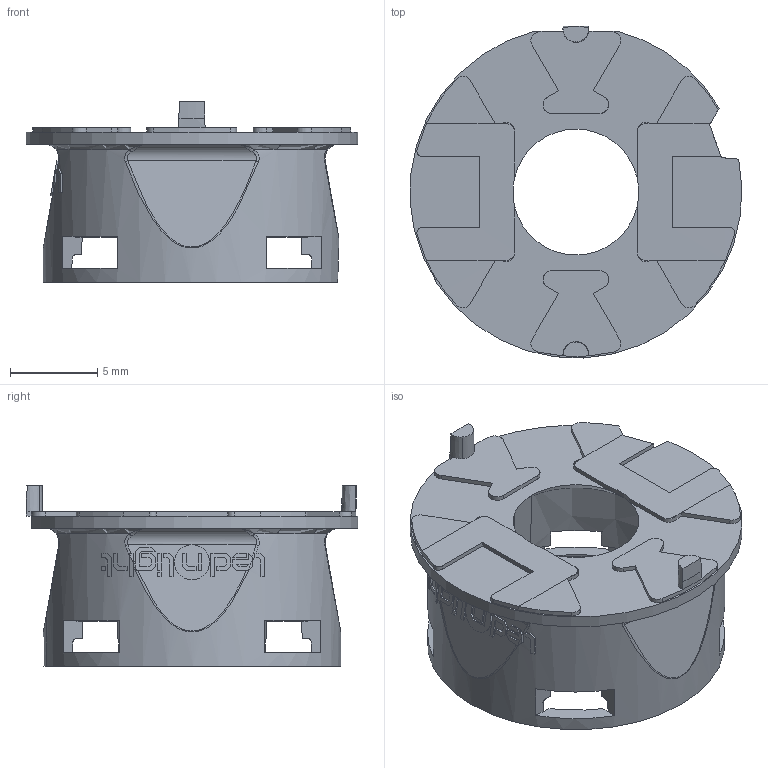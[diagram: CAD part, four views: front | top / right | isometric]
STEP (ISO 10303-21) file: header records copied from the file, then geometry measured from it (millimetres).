
FILE_DESCRIPTION(('STEP AP214'),'1');
FILE_NAME('230126_X74260_3D_LLH01AAD_IndB.stp','2023-01-26T14:31:42',(' '),(' '),'Spatial InterOp 3D',' ',' ');
FILE_SCHEMA(('AUTOMOTIVE_DESIGN { 1 0 10303 214 1 1 1 1 }'));
Length unit declared in the file: millimetre
Products named in the file (1): 230126_X74260_3D_LLH01AAD_IndB
Bounding box: 18.98 x 18.99 x 10.35 mm (x, y, z)
Volume: 498.7 mm3; surface area: 1326.1 mm2
Topology: 1 solids, 1 shells, 415 faces, 1171 edges, 750 vertices
Faces by surface type: plane 241, cylinder 71, bspline 40, cone 32, torus 21, sphere 8, extrusion 2
Entity records: 19333 total; most frequent: CARTESIAN_POINT 5828, ORIENTED_EDGE 2308, DIRECTION 1898, EDGE_CURVE 1154, VERTEX_POINT 749, AXIS2_PLACEMENT_3D 689, VECTOR 520, LINE 518
